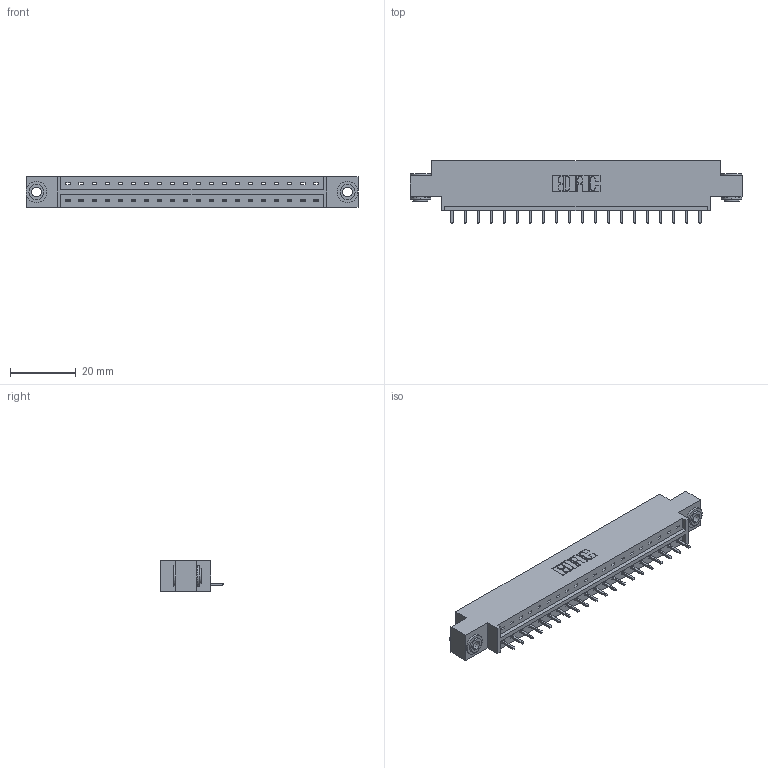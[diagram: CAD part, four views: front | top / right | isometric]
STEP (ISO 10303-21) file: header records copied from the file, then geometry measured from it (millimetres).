
FILE_DESCRIPTION (( 'STEP AP203' ), '1' );
FILE_NAME ('833-020-521-603.STEP', '2020-06-01T01:47:47', ( '' ), ( '' ), 'SwSTEP 2.0', 'SolidWorks 2020', '' );
FILE_SCHEMA (( 'CONFIG_CONTROL_DESIGN' ));
Length unit declared in the file: inch
Products named in the file (4): 833-020-521-603; 345-250-002_345-250-002-102; 345-292-001_345-293-121; 833 Part_Offset - .156 Dia - TH
Assembly tree (23 placements, depth 2):
  833-020-521-603
    833 Part_Offset - .156 Dia - TH
    345-292-001_345-293-121  x20
    345-250-002_345-250-002-102  x2
Bounding box: 100.79 x 19.06 x 9.4 mm (x, y, z)
Volume: 9687.5 mm3; surface area: 10527.3 mm2
Topology: 23 solids, 23 shells, 1316 faces, 3919 edges, 2582 vertices
Faces by surface type: plane 924, cylinder 384, cone 8
Entity records: 15872 total; most frequent: CARTESIAN_POINT 2721, ORIENTED_EDGE 2670, DIRECTION 2373, EDGE_CURVE 1335, VECTOR 1183, LINE 1183, VERTEX_POINT 886, AXIS2_PLACEMENT_3D 595
